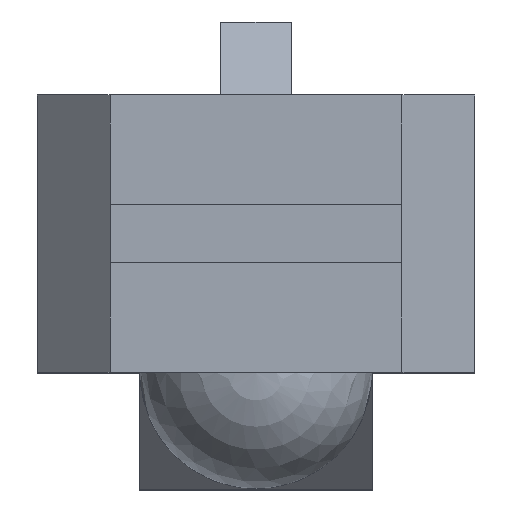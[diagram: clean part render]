
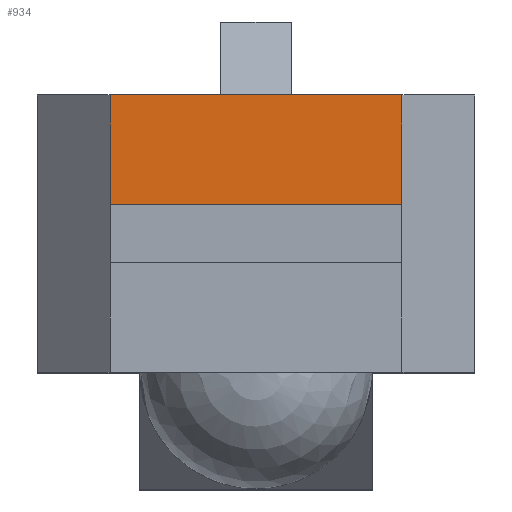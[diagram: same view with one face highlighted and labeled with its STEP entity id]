
A CAD part, top view. The second image highlights one B-rep face of the part: STEP entity #934.
In plain terms, the highlighted planar face has unit normal (0, 0, 1).
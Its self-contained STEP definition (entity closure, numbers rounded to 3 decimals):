
#412 = VERTEX_POINT('',#413);
#413 = CARTESIAN_POINT('',(0.27,0.95,6.5));
#419 = EDGE_CURVE('',#412,#420,#422,.T.);
#420 = VERTEX_POINT('',#421);
#421 = CARTESIAN_POINT('',(2.27,0.95,6.5));
#422 = LINE('',#423,#424);
#423 = CARTESIAN_POINT('',(-0.23,0.95,6.5));
#424 = VECTOR('',#425,1.);
#425 = DIRECTION('',(1.,0.,0.));
#908 = EDGE_CURVE('',#909,#412,#911,.T.);
#909 = VERTEX_POINT('',#910);
#910 = CARTESIAN_POINT('',(0.27,0.2,6.5));
#911 = LINE('',#912,#913);
#912 = CARTESIAN_POINT('',(0.27,-0.95,6.5));
#913 = VECTOR('',#914,1.);
#914 = DIRECTION('',(0.,1.,0.));
#934 = ADVANCED_FACE('',(#935),#953,.T.);
#935 = FACE_BOUND('',#936,.T.);
#936 = EDGE_LOOP('',(#937,#938,#939,#947));
#937 = ORIENTED_EDGE('',*,*,#419,.F.);
#938 = ORIENTED_EDGE('',*,*,#908,.F.);
#939 = ORIENTED_EDGE('',*,*,#940,.T.);
#940 = EDGE_CURVE('',#909,#941,#943,.T.);
#941 = VERTEX_POINT('',#942);
#942 = CARTESIAN_POINT('',(2.27,0.2,6.5));
#943 = LINE('',#944,#945);
#944 = CARTESIAN_POINT('',(0.27,0.2,6.5));
#945 = VECTOR('',#946,1.);
#946 = DIRECTION('',(1.,0.,0.));
#947 = ORIENTED_EDGE('',*,*,#948,.F.);
#948 = EDGE_CURVE('',#420,#941,#949,.T.);
#949 = LINE('',#950,#951);
#950 = CARTESIAN_POINT('',(2.27,0.95,6.5));
#951 = VECTOR('',#952,1.);
#952 = DIRECTION('',(0.,-1.,0.));
#953 = PLANE('',#954);
#954 = AXIS2_PLACEMENT_3D('',#955,#956,#957);
#955 = CARTESIAN_POINT('',(-0.23,0.95,6.5));
#956 = DIRECTION('',(0.,0.,1.));
#957 = DIRECTION('',(1.,0.,0.));
